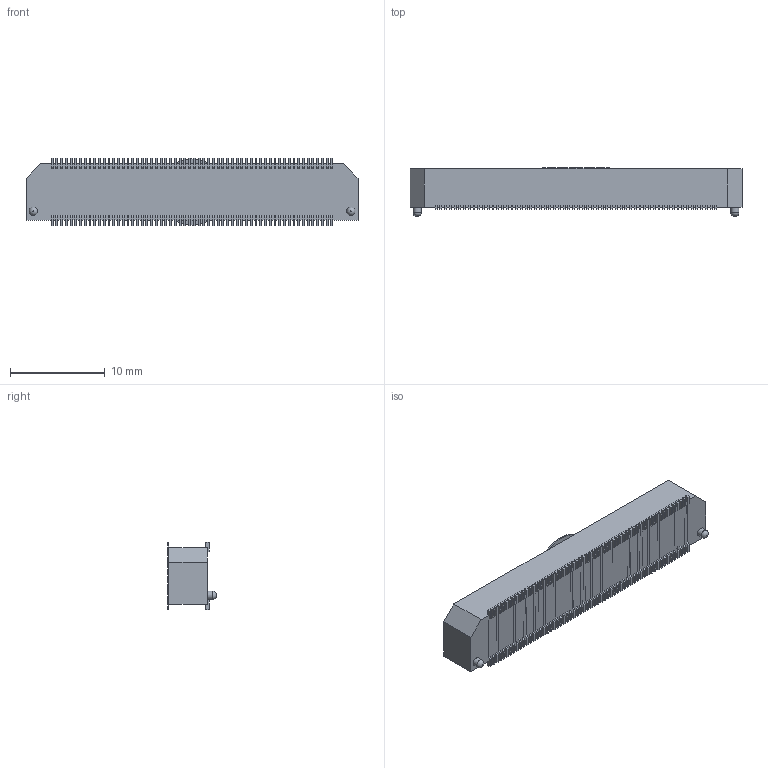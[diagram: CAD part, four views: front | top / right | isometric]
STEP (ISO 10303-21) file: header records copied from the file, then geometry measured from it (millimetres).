
FILE_DESCRIPTION(/* description */ ('STEP AP214'),/* implementation_level */ '2;1');
FILE_NAME(/* name */ 'BTH-060-01-L-D-A-K-TR',/* time_stamp */ '2024-09-18T11:29:29+02:00',/* author */ ('License CC BY-ND 4.0'),/* organization */ ('CADENAS'),/* preprocessor_version */ 'ST-DEVELOPER v19.3',/* originating_system */ 'PARTsolutions',/* authorisation */ ' ');
FILE_SCHEMA (('AUTOMOTIVE_DESIGN {1 0 10303 214 3 1 1}'));
Products named in the file (5): BTH-060-01-L-D-A-K-TR; BTH-060-01-D-A_terminal; T-1S39-01-060-L; T-1S39-01-060-F2; K-DOT-0.276-0.375-0.005__p_p
Assembly tree (4 placements, depth 2):
  BTH-060-01-L-D-A-K-TR
    BTH-060-01-D-A_terminal
    T-1S39-01-060-L
    T-1S39-01-060-F2
    K-DOT-0.276-0.375-0.005__p_p
Bounding box: 35.01 x 5.14 x 7.11 mm (x, y, z)
Volume: 573.7 mm3; surface area: 2273.6 mm2
Topology: 4 solids, 4 shells, 2674 faces, 7749 edges, 4850 vertices
Faces by surface type: plane 2669, cylinder 3, torus 2
Full cylindrical faces by diameter (mm): 0.889 x2, 7.01 x1
Entity records: 85458 total; most frequent: ORIENTED_EDGE 15484, CARTESIAN_POINT 15269, DIRECTION 13108, EDGE_CURVE 7742, LINE 7734, VECTOR 7734, VERTEX_POINT 4848, AXIS2_PLACEMENT_3D 2687
